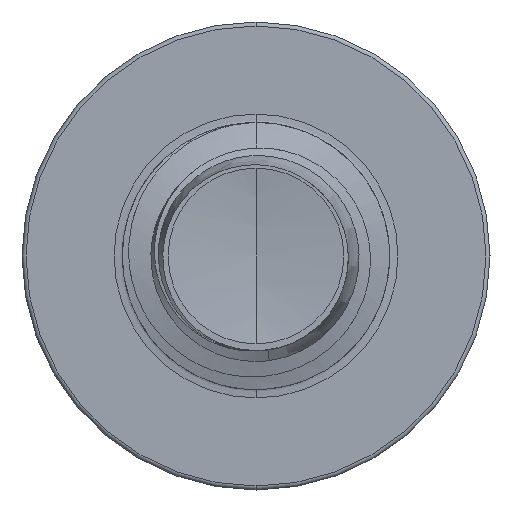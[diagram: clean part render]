
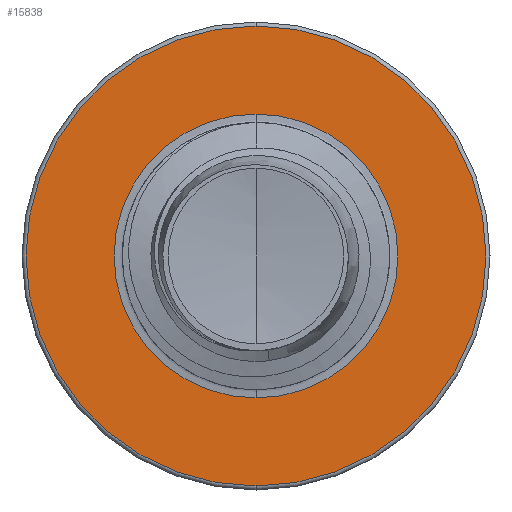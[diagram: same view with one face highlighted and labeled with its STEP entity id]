
A CAD part, front view. The second image highlights one B-rep face of the part: STEP entity #15838.
In plain terms, the highlighted planar face has unit normal (0, -1, 0).
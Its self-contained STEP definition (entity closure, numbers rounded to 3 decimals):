
#829 = DIRECTION ( 'NONE',  ( 0., 0., 1. ) ) ;
#845 = DIRECTION ( 'NONE',  ( 0., 1., 0. ) ) ;
#903 = CARTESIAN_POINT ( 'NONE',  ( 0., 6.5, 0. ) ) ;
#978 = CARTESIAN_POINT ( 'NONE',  ( 0., 6.5, 5.16 ) ) ;
#1309 = AXIS2_PLACEMENT_3D ( 'NONE', #6166, #6145, #6142 ) ;
#1547 = CIRCLE ( 'NONE', #1309, 5.16 ) ;
#1591 = ORIENTED_EDGE ( 'NONE', *, *, #4905, .F. ) ;
#2013 = CARTESIAN_POINT ( 'NONE',  ( 0., 6.5, -5.16 ) ) ;
#2701 = ORIENTED_EDGE ( 'NONE', *, *, #9893, .T. ) ;
#3369 = ORIENTED_EDGE ( 'NONE', *, *, #12540, .T. ) ;
#3849 = CARTESIAN_POINT ( 'NONE',  ( 0., 6.5, 3.186 ) ) ;
#4124 = VERTEX_POINT ( 'NONE', #978 ) ;
#4686 = FACE_OUTER_BOUND ( 'NONE', #10322, .T. ) ;
#4905 = EDGE_CURVE ( 'NONE', #6711, #4124, #1547, .T. ) ;
#5187 = AXIS2_PLACEMENT_3D ( 'NONE', #903, #845, #829 ) ;
#6142 = DIRECTION ( 'NONE',  ( 0., 0., 1. ) ) ;
#6145 = DIRECTION ( 'NONE',  ( 0., 1., 0. ) ) ;
#6166 = CARTESIAN_POINT ( 'NONE',  ( 0., 6.5, 0. ) ) ;
#6711 = VERTEX_POINT ( 'NONE', #2013 ) ;
#7184 = DIRECTION ( 'NONE',  ( 0., 1., 0. ) ) ;
#7314 = DIRECTION ( 'NONE',  ( 0., 0., 1. ) ) ;
#7830 = DIRECTION ( 'NONE',  ( 0., 1., 0. ) ) ;
#8083 = AXIS2_PLACEMENT_3D ( 'NONE', #10756, #13104, #7314 ) ;
#8679 = PLANE ( 'NONE',  #8083 ) ;
#8972 = VERTEX_POINT ( 'NONE', #3849 ) ;
#9148 = CIRCLE ( 'NONE', #15825, 5.16 ) ;
#9893 = EDGE_CURVE ( 'NONE', #8972, #14554, #10045, .T. ) ;
#9900 = AXIS2_PLACEMENT_3D ( 'NONE', #13450, #7830, #14407 ) ;
#10045 = CIRCLE ( 'NONE', #5187, 3.186 ) ;
#10322 = EDGE_LOOP ( 'NONE', ( #10918, #1591 ) ) ;
#10756 = CARTESIAN_POINT ( 'NONE',  ( 0., 6.5, -3.186 ) ) ;
#10918 = ORIENTED_EDGE ( 'NONE', *, *, #13663, .F. ) ;
#11021 = EDGE_LOOP ( 'NONE', ( #2701, #3369 ) ) ;
#12540 = EDGE_CURVE ( 'NONE', #14554, #8972, #13552, .T. ) ;
#13023 = CARTESIAN_POINT ( 'NONE',  ( 0., 6.5, 0. ) ) ;
#13104 = DIRECTION ( 'NONE',  ( 0., 1., 0. ) ) ;
#13283 = FACE_BOUND ( 'NONE', #11021, .T. ) ;
#13450 = CARTESIAN_POINT ( 'NONE',  ( 0., 6.5, 0. ) ) ;
#13552 = CIRCLE ( 'NONE', #9900, 3.186 ) ;
#13663 = EDGE_CURVE ( 'NONE', #4124, #6711, #9148, .T. ) ;
#13896 = DIRECTION ( 'NONE',  ( 0., 0., 1. ) ) ;
#14117 = CARTESIAN_POINT ( 'NONE',  ( 0., 6.5, -3.186 ) ) ;
#14407 = DIRECTION ( 'NONE',  ( 0., 0., 1. ) ) ;
#14554 = VERTEX_POINT ( 'NONE', #14117 ) ;
#15825 = AXIS2_PLACEMENT_3D ( 'NONE', #13023, #7184, #13896 ) ;
#15838 = ADVANCED_FACE ( 'NONE', ( #4686, #13283 ), #8679, .F. ) ;
